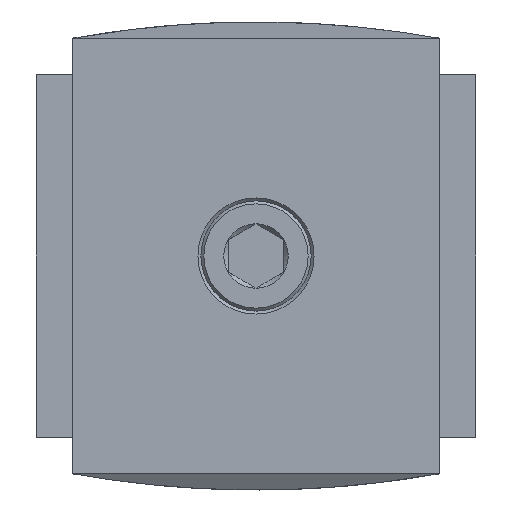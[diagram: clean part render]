
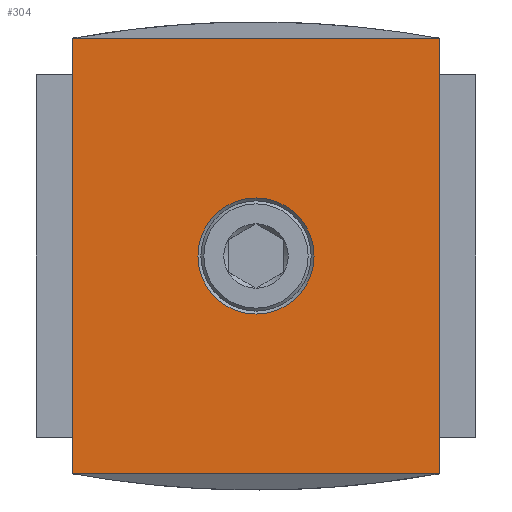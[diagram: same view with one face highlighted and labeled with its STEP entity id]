
A CAD part, front view. The second image highlights one B-rep face of the part: STEP entity #304.
In plain terms, the highlighted planar face has unit normal (0, -1, 0).
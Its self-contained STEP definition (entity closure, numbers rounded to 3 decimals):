
#304 = ADVANCED_FACE( '', ( #773, #774 ), #775, .F. );
#773 = FACE_BOUND( '', #1382, .T. );
#774 = FACE_OUTER_BOUND( '', #1383, .T. );
#775 = PLANE( '', #1384 );
#1382 = EDGE_LOOP( '', ( #2935 ) );
#1383 = EDGE_LOOP( '', ( #2936, #2937, #2938, #2939 ) );
#1384 = AXIS2_PLACEMENT_3D( '', #2940, #2941, #2942 );
#2935 = ORIENTED_EDGE( '', *, *, #4124, .F. );
#2936 = ORIENTED_EDGE( '', *, *, #4125, .F. );
#2937 = ORIENTED_EDGE( '', *, *, #4118, .T. );
#2938 = ORIENTED_EDGE( '', *, *, #4126, .F. );
#2939 = ORIENTED_EDGE( '', *, *, #4120, .T. );
#2940 = CARTESIAN_POINT( '', ( 0., -37.5, 116.435 ) );
#2941 = DIRECTION( '', ( 0., 1., 0. ) );
#2942 = DIRECTION( '', ( 0., 0., 1. ) );
#4118 = EDGE_CURVE( '', #5052, #5053, #5054, .T. );
#4120 = EDGE_CURVE( '', #5056, #5057, #5058, .T. );
#4124 = EDGE_CURVE( '', #5062, #5062, #5063, .T. );
#4125 = EDGE_CURVE( '', #5052, #5057, #5064, .T. );
#4126 = EDGE_CURVE( '', #5056, #5053, #5065, .T. );
#5052 = VERTEX_POINT( '', #6458 );
#5053 = VERTEX_POINT( '', #6459 );
#5054 = LINE( '', #6460, #6461 );
#5056 = VERTEX_POINT( '', #6463 );
#5057 = VERTEX_POINT( '', #6464 );
#5058 = LINE( '', #6465, #6466 );
#5062 = VERTEX_POINT( '', #6472 );
#5063 = CIRCLE( '', #6473, 8.331 );
#5064 = LINE( '', #6474, #6475 );
#5065 = LINE( '', #6476, #6477 );
#6458 = CARTESIAN_POINT( '', ( -26.25, -37.5, -31.25 ) );
#6459 = CARTESIAN_POINT( '', ( 26.25, -37.5, -31.25 ) );
#6460 = CARTESIAN_POINT( '', ( 0., -37.5, -31.25 ) );
#6461 = VECTOR( '', #7782, 1000. );
#6463 = CARTESIAN_POINT( '', ( 26.25, -37.5, 31.25 ) );
#6464 = CARTESIAN_POINT( '', ( -26.25, -37.5, 31.25 ) );
#6465 = CARTESIAN_POINT( '', ( 0., -37.5, 31.25 ) );
#6466 = VECTOR( '', #7786, 1000. );
#6472 = CARTESIAN_POINT( '', ( 0., -37.5, -8.331 ) );
#6473 = AXIS2_PLACEMENT_3D( '', #7792, #7793, #7794 );
#6474 = CARTESIAN_POINT( '', ( -26.25, -37.5, -31.25 ) );
#6475 = VECTOR( '', #7795, 1000. );
#6476 = CARTESIAN_POINT( '', ( 26.25, -37.5, 31.25 ) );
#6477 = VECTOR( '', #7796, 1000. );
#7782 = DIRECTION( '', ( 1., 0., 0. ) );
#7786 = DIRECTION( '', ( -1., 0., 0. ) );
#7792 = CARTESIAN_POINT( '', ( 0., -37.5, 0. ) );
#7793 = DIRECTION( '', ( 0., -1., 0. ) );
#7794 = DIRECTION( '', ( 0., 0., -1. ) );
#7795 = DIRECTION( '', ( 0., 0., 1. ) );
#7796 = DIRECTION( '', ( 0., 0., -1. ) );
